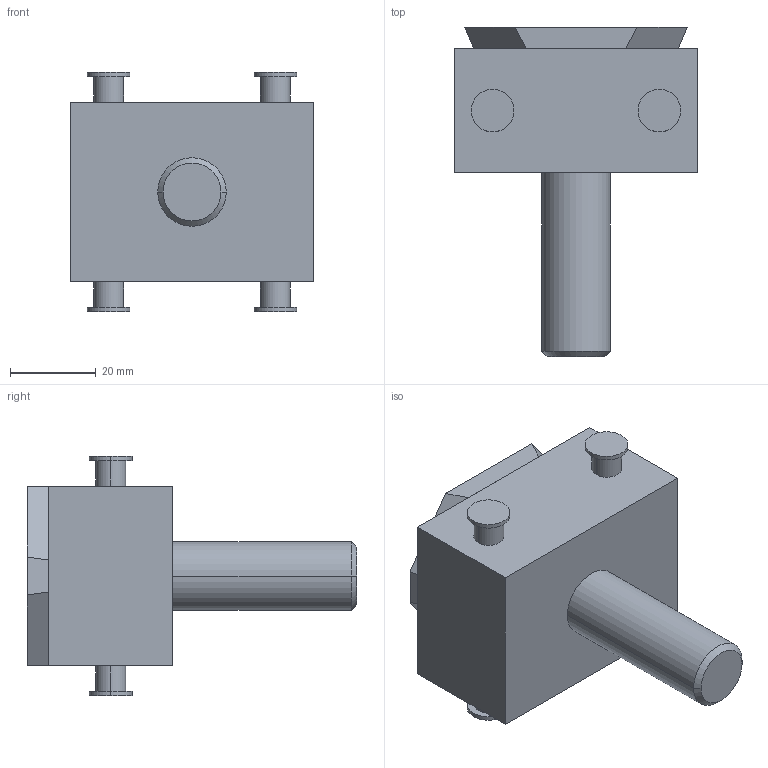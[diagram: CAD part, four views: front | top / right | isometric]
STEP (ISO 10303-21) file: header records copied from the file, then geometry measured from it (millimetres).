
FILE_DESCRIPTION( ( '' ), '1' );
FILE_NAME( 'K0040.16 (57).stp', '2012-10-29T12:51:23', ( '' ), ( '' ), ' ', ' ', ' ' );
FILE_SCHEMA( ( 'CONFIG_CONTROL_DESIGN' ) );
Length unit declared in the file: millimetre
Products named in the file (1): 1
Bounding box: 57 x 77 x 56 mm (x, y, z)
Volume: 84579.1 mm3; surface area: 17630.5 mm2
Topology: 1 solids, 1 shells, 61 faces, 137 edges, 91 vertices
Faces by surface type: plane 35, cylinder 22, torus 2, cone 2
Entity records: 1760 total; most frequent: DIRECTION 314, CARTESIAN_POINT 290, ORIENTED_EDGE 274, EDGE_CURVE 137, AXIS2_PLACEMENT_3D 115, VERTEX_POINT 91, LINE 84, VECTOR 84
